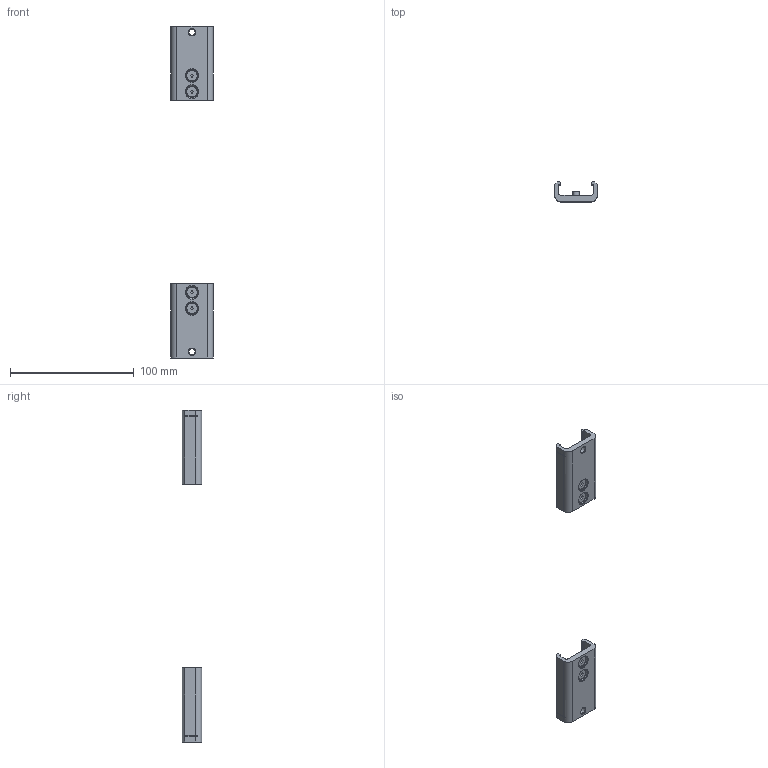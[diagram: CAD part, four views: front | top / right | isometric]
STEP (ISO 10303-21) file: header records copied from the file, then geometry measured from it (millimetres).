
FILE_DESCRIPTION (( 'STEP AP214' ), '1' );
FILE_NAME ('FLG-BRKT-02.STEP', '2024-10-30T19:36:09', ( '' ), ( '' ), 'SwSTEP 2.0', 'SolidWorks 2023', '' );
FILE_SCHEMA (( 'AUTOMOTIVE_DESIGN' ));
Length unit declared in the file: inch
Products named in the file (1): FLG-BRKT-02
Bounding box: 34.4 x 15.75 x 268 mm (x, y, z)
Volume: 27010.5 mm3; surface area: 16456.4 mm2
Topology: 6 solids, 6 shells, 176 faces, 446 edges, 290 vertices
Faces by surface type: plane 104, cylinder 38, cone 22, bspline 12
Full cylindrical faces by diameter (mm): 4.51 x4, 5 x10, 9 x4, 10 x4
Entity records: 5902 total; most frequent: CARTESIAN_POINT 2021, DIRECTION 762, ORIENTED_EDGE 716, EDGE_CURVE 358, AXIS2_PLACEMENT_3D 271, VERTEX_POINT 258, EDGE_LOOP 252, LINE 220
